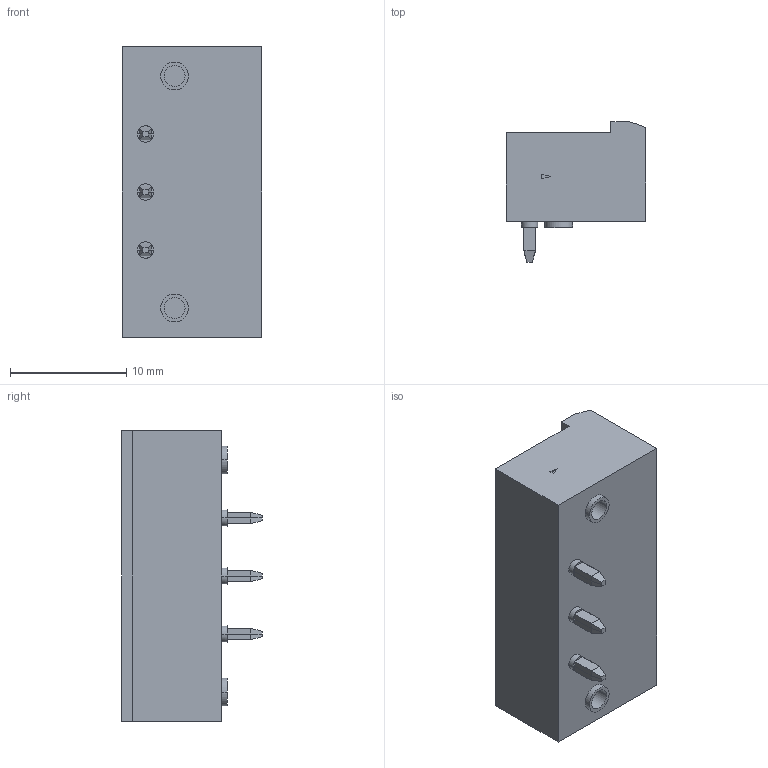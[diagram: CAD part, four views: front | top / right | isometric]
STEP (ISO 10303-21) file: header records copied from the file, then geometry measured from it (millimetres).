
FILE_DESCRIPTION(('SolidDesigner STEP Export'),'1');
FILE_NAME('mstb_2.5-hc-3-gf.stp','2000-11-14T17:21:11',(''),(''), 'SolidDesigner STEP processor Version: 7.0(Mar 1999)for AP214(CD)(Solid Model)', 'CoCreate SolidDesigner: 08.01 19-Jun-2000(C) CoCreate Software GmbH','');
FILE_SCHEMA(('AUTOMOTIVE_DESIGN_CC2 {1 2 10303 214 -1 1 5 1}'));
Length unit declared in the file: millimetre
Products named in the file (2): mstb_2.5-hc-3-gf
Assembly tree (1 placements, depth 2):
  mstb_2.5-hc-3-gf
    mstb_2.5-hc-3-gf
Bounding box: 12 x 12.1 x 25 mm (x, y, z)
Volume: 1613.6 mm3; surface area: 1829.3 mm2
Topology: 1 solids, 1 shells, 328 faces, 752 edges, 457 vertices
Faces by surface type: plane 261, cylinder 61, cone 6
Entity records: 10943 total; most frequent: ORIENTED_EDGE 1504, CARTESIAN_POINT 1433, DIRECTION 1276, EDGE_CURVE 752, VECTOR 520, LINE 520, VERTEX_POINT 457, AXIS2_PLACEMENT_3D 378
